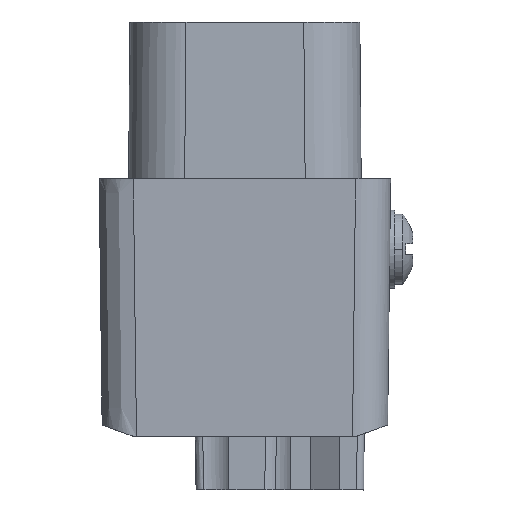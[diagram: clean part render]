
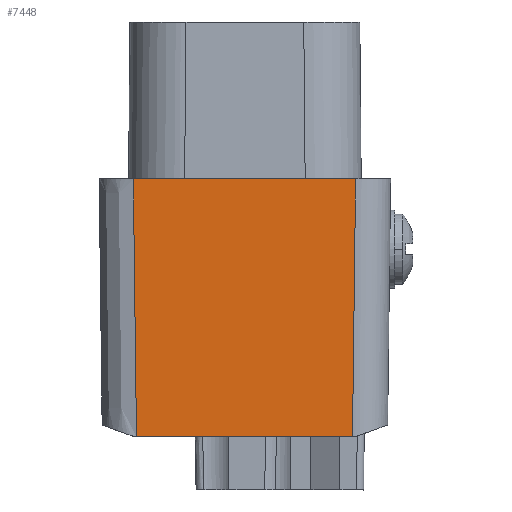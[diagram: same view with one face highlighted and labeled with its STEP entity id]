
A CAD part, left-side view. The second image highlights one B-rep face of the part: STEP entity #7448.
In plain terms, the highlighted face is planar.
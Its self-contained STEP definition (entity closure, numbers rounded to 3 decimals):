
#171=(
BOUNDED_CURVE()
B_SPLINE_CURVE(3,(#9904,#9905,#9906,#9907,#9908,#9909,#9910,#9911,#9912,
#9913,#9914,#9915,#9916,#9917,#9918,#9919,#9920,#9921,#9922,#9923,#9924,
#9925,#9926,#9927,#9928,#9929,#9930,#9931,#9932,#9933,#9934,#9935,#9936,
#9937,#9938,#9939,#9940,#9941,#9942,#9943,#9944,#9945,#9946,#9947,#9948,
#9949,#9950,#9951,#9952,#9953),.UNSPECIFIED.,.F.,.U.)
B_SPLINE_CURVE_WITH_KNOTS((4,2,2,2,2,2,2,1,2,2,2,2,1,2,1,2,2,2,2,2,2,1,
2,2,2,2,4),(-2.005,0.,0.365,1.006,1.207,
1.408,1.609,2.218,2.826,4.043,
5.893,7.743,8.038,8.045,8.052,
8.395,8.596,10.452,12.308,13.512,
14.114,14.415,14.716,14.916,15.117,
15.317,16.321),.UNSPECIFIED.)
CURVE()
GEOMETRIC_REPRESENTATION_ITEM()
RATIONAL_B_SPLINE_CURVE((1.,1.,1.,
1.,1.,1.,1.,
1.,1.,1.,1.,
1.,1.,1.,1.,
1.,1.,1.,1.,
1.,1.,1.,1.,
1.,1.,1.,1.,
1.,1.,1.,1.,
1.,1.,1.,1.,
1.,1.,1.,1.,
1.,1.,1.,1.,
1.,1.,1.,1.,
1.,1.,1.))
REPRESENTATION_ITEM('')
);
#425=PLANE('',#7917);
#946=VERTEX_POINT('',#8537);
#947=VERTEX_POINT('',#8539);
#1170=VERTEX_POINT('',#9954);
#1261=VERTEX_POINT('',#10555);
#1704=VECTOR('',#15723,1.);
#1961=VECTOR('',#16193,1.);
#1962=VECTOR('',#16194,1.);
#2385=LINE('',#8538,#1704);
#2642=LINE('',#10554,#1961);
#2643=LINE('',#10556,#1962);
#3078=EDGE_CURVE('',#946,#947,#2385,.T.);
#3327=EDGE_CURVE('',#1170,#946,#171,.T.);
#3456=EDGE_CURVE('',#1170,#1261,#2642,.T.);
#3457=EDGE_CURVE('',#947,#1261,#2643,.T.);
#4690=ORIENTED_EDGE('',*,*,#3456,.T.);
#4691=ORIENTED_EDGE('',*,*,#3457,.F.);
#4692=ORIENTED_EDGE('',*,*,#3078,.F.);
#4693=ORIENTED_EDGE('',*,*,#3327,.F.);
#6595=EDGE_LOOP('',(#4690,#4691,#4692,#4693));
#7026=FACE_BOUND('',#6595,.T.);
#7448=ADVANCED_FACE('',(#7026),#425,.T.);
#7917=AXIS2_PLACEMENT_3D('',#10553,#16192,$);
#8537=CARTESIAN_POINT('',(41.359,-6.375,7.899));
#8538=CARTESIAN_POINT('',(41.359,-6.375,7.899));
#8539=CARTESIAN_POINT('',(41.359,-6.375,-7.964));
#9904=CARTESIAN_POINT('',(41.585,12.025,7.674));
#9905=CARTESIAN_POINT('',(41.576,11.333,7.682));
#9906=CARTESIAN_POINT('',(41.568,10.641,7.691));
#9907=CARTESIAN_POINT('',(41.558,9.824,7.701));
#9908=CARTESIAN_POINT('',(41.556,9.693,7.702));
#9909=CARTESIAN_POINT('',(41.552,9.358,7.706));
#9910=CARTESIAN_POINT('',(41.549,9.145,7.709));
#9911=CARTESIAN_POINT('',(41.546,8.865,7.712));
#9912=CARTESIAN_POINT('',(41.545,8.798,7.713));
#9913=CARTESIAN_POINT('',(41.543,8.664,7.715));
#9914=CARTESIAN_POINT('',(41.543,8.597,7.716));
#9915=CARTESIAN_POINT('',(41.541,8.463,7.717));
#9916=CARTESIAN_POINT('',(41.54,8.396,7.718));
#9917=CARTESIAN_POINT('',(41.537,8.126,7.721));
#9918=CARTESIAN_POINT('',(41.532,7.721,7.726));
#9919=CARTESIAN_POINT('',(41.527,7.316,7.731));
#9920=CARTESIAN_POINT('',(41.519,6.708,7.739));
#9921=CARTESIAN_POINT('',(41.514,6.302,7.744));
#9922=CARTESIAN_POINT('',(41.502,5.281,7.756));
#9923=CARTESIAN_POINT('',(41.494,4.665,7.764));
#9924=CARTESIAN_POINT('',(41.479,3.433,7.779));
#9925=CARTESIAN_POINT('',(41.472,2.817,7.787));
#9926=CARTESIAN_POINT('',(41.463,2.103,7.795));
#9927=CARTESIAN_POINT('',(41.462,2.003,7.797));
#9928=CARTESIAN_POINT('',(41.46,1.902,7.798));
#9929=CARTESIAN_POINT('',(41.46,1.897,7.798));
#9930=CARTESIAN_POINT('',(41.459,1.781,7.799));
#9931=CARTESIAN_POINT('',(41.458,1.664,7.801));
#9932=CARTESIAN_POINT('',(41.455,1.483,7.803));
#9933=CARTESIAN_POINT('',(41.455,1.416,7.804));
#9934=CARTESIAN_POINT('',(41.446,0.73,7.812));
#9935=CARTESIAN_POINT('',(41.439,0.112,7.82));
#9936=CARTESIAN_POINT('',(41.423,-1.125,7.835));
#9937=CARTESIAN_POINT('',(41.416,-1.744,7.843));
#9938=CARTESIAN_POINT('',(41.403,-2.764,7.855));
#9939=CARTESIAN_POINT('',(41.398,-3.165,7.86));
#9940=CARTESIAN_POINT('',(41.391,-3.767,7.867));
#9941=CARTESIAN_POINT('',(41.388,-3.968,7.87));
#9942=CARTESIAN_POINT('',(41.385,-4.269,7.873));
#9943=CARTESIAN_POINT('',(41.382,-4.469,7.876));
#9944=CARTESIAN_POINT('',(41.38,-4.67,7.878));
#9945=CARTESIAN_POINT('',(41.378,-4.837,7.88));
#9946=CARTESIAN_POINT('',(41.377,-4.904,7.881));
#9947=CARTESIAN_POINT('',(41.375,-5.038,7.883));
#9948=CARTESIAN_POINT('',(41.375,-5.104,7.884));
#9949=CARTESIAN_POINT('',(41.373,-5.238,7.885));
#9950=CARTESIAN_POINT('',(41.372,-5.305,7.886));
#9951=CARTESIAN_POINT('',(41.367,-5.706,7.891));
#9952=CARTESIAN_POINT('',(41.363,-6.041,7.895));
#9953=CARTESIAN_POINT('',(41.359,-6.375,7.899));
#9954=CARTESIAN_POINT('',(41.585,12.025,7.674));
#10553=CARTESIAN_POINT('',(41.359,-6.375,-2.181));
#10554=CARTESIAN_POINT('',(41.585,12.025,7.674));
#10555=CARTESIAN_POINT('',(41.585,12.025,-7.742));
#10556=CARTESIAN_POINT('',(41.359,-6.375,-7.964));
#15723=DIRECTION('',(0.,0.,-1.));
#16192=DIRECTION('',(-1.,0.012,0.));
#16193=DIRECTION('',(0.,0.,-1.));
#16194=DIRECTION('',(0.012,1.,0.012));
